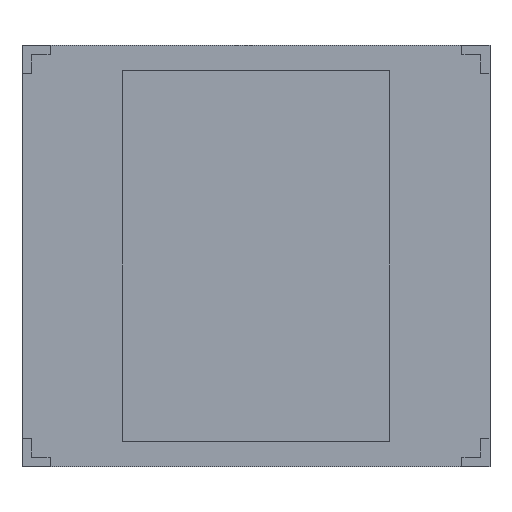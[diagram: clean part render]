
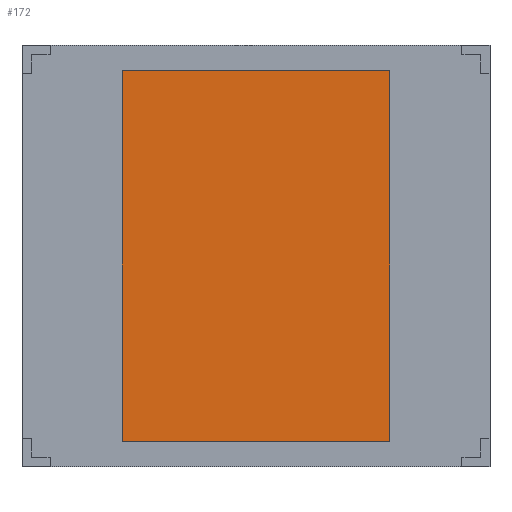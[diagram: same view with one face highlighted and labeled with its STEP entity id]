
A CAD part, top view. The second image highlights one B-rep face of the part: STEP entity #172.
In plain terms, the highlighted planar face has unit normal (0, 0, 1).
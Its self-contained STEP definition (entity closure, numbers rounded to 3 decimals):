
#172=ADVANCED_FACE('',(#336),#337,.T.);
#336=FACE_OUTER_BOUND('',#540,.T.);
#337=PLANE('',#541);
#540=EDGE_LOOP('',(#759,#760,#761,#762));
#541=AXIS2_PLACEMENT_3D('',#763,#764,#765);
#759=ORIENTED_EDGE('',*,*,#1123,.T.);
#760=ORIENTED_EDGE('',*,*,#1124,.T.);
#761=ORIENTED_EDGE('',*,*,#1125,.T.);
#762=ORIENTED_EDGE('',*,*,#1126,.T.);
#763=CARTESIAN_POINT('',(0.0,0.0,0.05));
#764=DIRECTION('',(0.0,0.0,1.0));
#765=DIRECTION('',(1.0,0.0,0.0));
#1123=EDGE_CURVE('',#1305,#1306,#1307,.T.);
#1124=EDGE_CURVE('',#1306,#1308,#1309,.T.);
#1125=EDGE_CURVE('',#1308,#1310,#1311,.T.);
#1126=EDGE_CURVE('',#1310,#1305,#1312,.T.);
#1305=VERTEX_POINT('',#1568);
#1306=VERTEX_POINT('',#1569);
#1307=LINE('',#1570,#1571);
#1308=VERTEX_POINT('',#1572);
#1309=LINE('',#1573,#1574);
#1310=VERTEX_POINT('',#1575);
#1311=LINE('',#1576,#1577);
#1312=LINE('',#1578,#1579);
#1568=CARTESIAN_POINT('',(14.29,-19.797,0.05));
#1569=CARTESIAN_POINT('',(14.29,19.797,0.05));
#1570=CARTESIAN_POINT('',(14.29,0.0,0.05));
#1571=VECTOR('',#1859,1.0);
#1572=CARTESIAN_POINT('',(-14.29,19.797,0.05));
#1573=CARTESIAN_POINT('',(0.0,19.797,0.05));
#1574=VECTOR('',#1860,1.0);
#1575=CARTESIAN_POINT('',(-14.29,-19.797,0.05));
#1576=CARTESIAN_POINT('',(-14.29,0.0,0.05));
#1577=VECTOR('',#1861,1.0);
#1578=CARTESIAN_POINT('',(0.0,-19.797,0.05));
#1579=VECTOR('',#1862,1.0);
#1859=DIRECTION('',(0.0,1.0,0.0));
#1860=DIRECTION('',(-1.0,0.0,0.0));
#1861=DIRECTION('',(0.0,-1.0,0.0));
#1862=DIRECTION('',(1.0,0.0,0.0));
